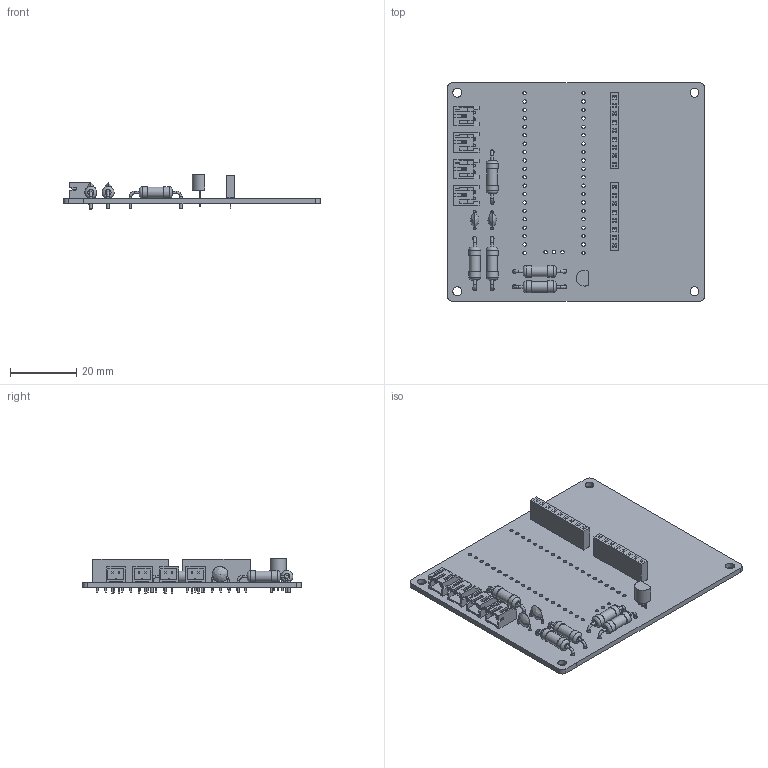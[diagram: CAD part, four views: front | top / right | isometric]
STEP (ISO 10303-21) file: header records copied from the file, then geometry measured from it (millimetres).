
FILE_DESCRIPTION(('KiCad electronic assembly'),'2;1');
FILE_NAME('mwap_circuit.step','2023-04-05T08:46:13',('Pcbnew'),('Kicad') ,'Open CASCADE STEP processor 7.6','KiCad to STEP converter','Unknown' );
FILE_SCHEMA(('AUTOMOTIVE_DESIGN { 1 0 10303 214 1 1 1 1 }'));
Length unit declared in the file: millimetre
Products named in the file (14): mwap_circuit 1; R_Axial_DIN0411_L9.9mm_D3.6mm_P15.24mm_Horizontal; SOLID; C_Disc_D4.7mm_W2.5mm_P5.00mm; JST_PH_S2B-PH-K_1x02_P2.00mm_Horizontal; PinSocket_1x08_P2.54mm_Vertical; PinSocket_1x09_P2.54mm_Vertical; TO-92_Inline; mwap_circuit PCB
Assembly tree (21 placements, depth 3):
  mwap_circuit 1
    R_Axial_DIN0411_L9.9mm_D3.6mm_P15.24mm_Horizontal  x5
      SOLID
    C_Disc_D4.7mm_W2.5mm_P5.00mm  x2
      SOLID
    JST_PH_S2B-PH-K_1x02_P2.00mm_Horizontal  x4
      SOLID
    PinSocket_1x08_P2.54mm_Vertical
      SOLID
    PinSocket_1x09_P2.54mm_Vertical
      SOLID
    TO-92_Inline
      SOLID
    mwap_circuit PCB
Bounding box: 77.56 x 66 x 10.7 mm (x, y, z)
Volume: 9771.1 mm3; surface area: 14563.4 mm2
Topology: 15 solids, 15 shells, 1212 faces, 3180 edges, 2068 vertices
Faces by surface type: bspline 1111, cylinder 93, plane 8
Full cylindrical faces by diameter (mm): 0.75 x11, 0.8 x4, 1 x17, 1.02 x43, 1.2 x10, 2.7 x4
Entity records: 53373 total; most frequent: CARTESIAN_POINT 18228, B_SPLINE_CURVE_WITH_KNOTS 5363, ORIENTED_EDGE 4218, PCURVE 4218, DEFINITIONAL_REPRESENTATION 4218, EDGE_CURVE 2109, SURFACE_CURVE 2001, VERTEX_POINT 1377
